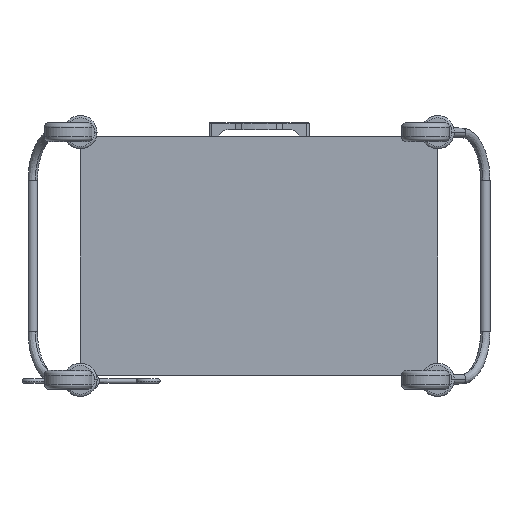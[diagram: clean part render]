
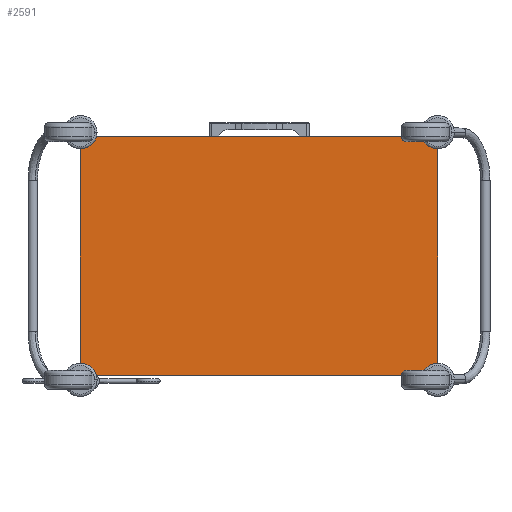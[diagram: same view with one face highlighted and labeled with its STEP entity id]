
A CAD part, front view. The second image highlights one B-rep face of the part: STEP entity #2591.
In plain terms, the highlighted free-form (B-spline) face has degree [1, 1] with [2, 2] control points.
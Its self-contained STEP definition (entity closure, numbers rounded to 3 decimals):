
#2507 = EDGE_CURVE('',#2508,#2510,#2512,.T.);
#2508 = VERTEX_POINT('',#2509);
#2509 = CARTESIAN_POINT('',(458.265,0.,305.51));
#2510 = VERTEX_POINT('',#2511);
#2511 = CARTESIAN_POINT('',(458.265,0.,-305.51));
#2512 = B_SPLINE_CURVE_WITH_KNOTS('',1,(#2513,#2514),.UNSPECIFIED.,.F.,
  .F.,(2,2),(0.,500.),.PIECEWISE_BEZIER_KNOTS.);
#2513 = CARTESIAN_POINT('',(458.265,0.,305.51));
#2514 = CARTESIAN_POINT('',(458.265,0.,-305.51));
#2535 = EDGE_CURVE('',#2510,#2536,#2538,.T.);
#2536 = VERTEX_POINT('',#2537);
#2537 = CARTESIAN_POINT('',(-458.265,0.,-305.51));
#2538 = B_SPLINE_CURVE_WITH_KNOTS('',1,(#2539,#2540),.UNSPECIFIED.,.F.,
  .F.,(2,2),(-750.,-0.),.PIECEWISE_BEZIER_KNOTS.);
#2539 = CARTESIAN_POINT('',(458.265,0.,-305.51));
#2540 = CARTESIAN_POINT('',(-458.265,0.,-305.51));
#2557 = EDGE_CURVE('',#2536,#2558,#2560,.T.);
#2558 = VERTEX_POINT('',#2559);
#2559 = CARTESIAN_POINT('',(-458.265,0.,305.51));
#2560 = B_SPLINE_CURVE_WITH_KNOTS('',1,(#2561,#2562),.UNSPECIFIED.,.F.,
  .F.,(2,2),(-500.,0.),.PIECEWISE_BEZIER_KNOTS.);
#2561 = CARTESIAN_POINT('',(-458.265,0.,-305.51));
#2562 = CARTESIAN_POINT('',(-458.265,0.,305.51));
#2579 = EDGE_CURVE('',#2558,#2508,#2580,.T.);
#2580 = B_SPLINE_CURVE_WITH_KNOTS('',1,(#2581,#2582),.UNSPECIFIED.,.F.,
  .F.,(2,2),(0.,750.),.PIECEWISE_BEZIER_KNOTS.);
#2581 = CARTESIAN_POINT('',(-458.265,0.,305.51));
#2582 = CARTESIAN_POINT('',(458.265,0.,305.51));
#2591 = ADVANCED_FACE('',(#2592),#2598,.T.);
#2592 = FACE_BOUND('',#2593,.T.);
#2593 = EDGE_LOOP('',(#2594,#2595,#2596,#2597));
#2594 = ORIENTED_EDGE('',*,*,#2507,.F.);
#2595 = ORIENTED_EDGE('',*,*,#2579,.F.);
#2596 = ORIENTED_EDGE('',*,*,#2557,.F.);
#2597 = ORIENTED_EDGE('',*,*,#2535,.F.);
#2598 = B_SPLINE_SURFACE_WITH_KNOTS('',1,1,(
    (#2599,#2600)
    ,(#2601,#2602
    )),.UNSPECIFIED.,.F.,.F.,.F.,(2,2),(2,2),(-250.,250.),(-375.,375.),
  .PIECEWISE_BEZIER_KNOTS.);
#2599 = CARTESIAN_POINT('',(-458.265,0.,305.51));
#2600 = CARTESIAN_POINT('',(458.265,0.,305.51));
#2601 = CARTESIAN_POINT('',(-458.265,0.,-305.51));
#2602 = CARTESIAN_POINT('',(458.265,0.,-305.51));
